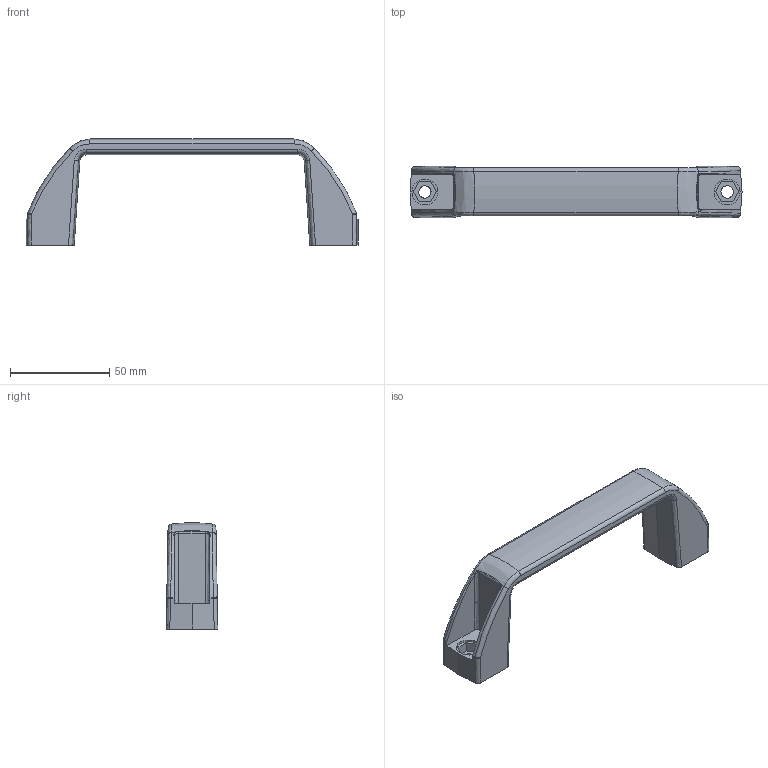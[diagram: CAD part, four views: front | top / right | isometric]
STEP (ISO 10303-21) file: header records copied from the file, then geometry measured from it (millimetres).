
FILE_DESCRIPTION((''),'2;1');
FILE_NAME('','2006-11-07T16:28:07',(''),(''),'','CADfix','');
FILE_SCHEMA(('AUTOMOTIVE_DESIGN'));
Length unit declared in the file: millimetre
Products named in the file (1): handle
Bounding box: 167 x 26 x 53.43 mm (x, y, z)
Volume: 47727.6 mm3; surface area: 19206.7 mm2
Topology: 1 solids, 1 shells, 100 faces, 268 edges, 166 vertices
Faces by surface type: bspline 100
Entity records: 5658 total; most frequent: CARTESIAN_POINT 4178, ORIENTED_EDGE 520, EDGE_CURVE 260, VERTEX_POINT 166, QUASI_UNIFORM_CURVE 114, EDGE_LOOP 108, FACE_OUTER_BOUND 100, ADVANCED_FACE 100
